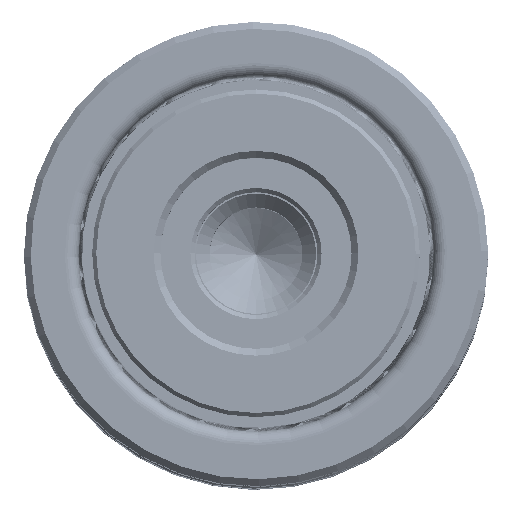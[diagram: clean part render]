
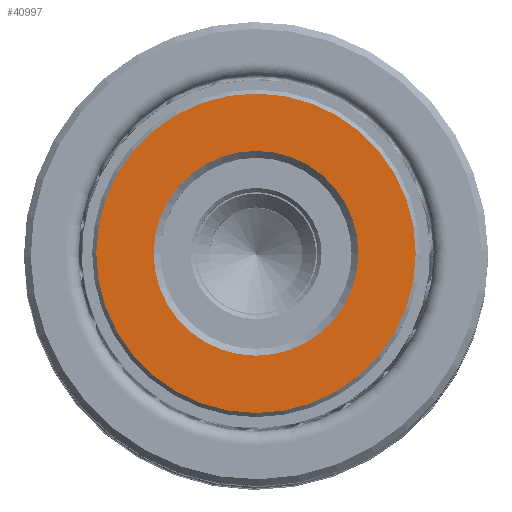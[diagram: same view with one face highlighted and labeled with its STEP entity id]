
A CAD part, top view. The second image highlights one B-rep face of the part: STEP entity #40997.
In plain terms, the highlighted face is planar.
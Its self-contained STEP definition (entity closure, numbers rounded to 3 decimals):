
#1547 = VERTEX_POINT ( 'NONE', #35772 ) ;
#1788 = EDGE_LOOP ( 'NONE', ( #41610, #30665 ) ) ;
#2278 = CIRCLE ( 'NONE', #2816, 7.5 ) ;
#2816 = AXIS2_PLACEMENT_3D ( 'NONE', #11165, #11058, #11016 ) ;
#2912 = EDGE_CURVE ( 'NONE', #22235, #6434, #2278, .T. ) ;
#5763 = DIRECTION ( 'NONE',  ( 0., 0., -1. ) ) ;
#6434 = VERTEX_POINT ( 'NONE', #22364 ) ;
#6452 = DIRECTION ( 'NONE',  ( 0., 0., -1. ) ) ;
#8057 = EDGE_LOOP ( 'NONE', ( #28068, #28001 ) ) ;
#8281 = DIRECTION ( 'NONE',  ( 1., 0., 0. ) ) ;
#8655 = FACE_BOUND ( 'NONE', #1788, .T. ) ;
#9144 = AXIS2_PLACEMENT_3D ( 'NONE', #31116, #11480, #34389 ) ;
#9588 = CIRCLE ( 'NONE', #34133, 11.7 ) ;
#11016 = DIRECTION ( 'NONE',  ( 1., 0., 0. ) ) ;
#11058 = DIRECTION ( 'NONE',  ( 0., 0., 1. ) ) ;
#11165 = CARTESIAN_POINT ( 'NONE',  ( 0., 0., 0. ) ) ;
#11480 = DIRECTION ( 'NONE',  ( 0., 0., 1. ) ) ;
#16051 = VERTEX_POINT ( 'NONE', #41891 ) ;
#17489 = CIRCLE ( 'NONE', #22664, 11.7 ) ;
#22235 = VERTEX_POINT ( 'NONE', #36166 ) ;
#22364 = CARTESIAN_POINT ( 'NONE',  ( -7.5, 0., 0. ) ) ;
#22664 = AXIS2_PLACEMENT_3D ( 'NONE', #25549, #5763, #28797 ) ;
#23544 = AXIS2_PLACEMENT_3D ( 'NONE', #24434, #28005, #8281 ) ;
#24434 = CARTESIAN_POINT ( 'NONE',  ( 0., 0., 0. ) ) ;
#24716 = PLANE ( 'NONE',  #23544 ) ;
#25549 = CARTESIAN_POINT ( 'NONE',  ( 0., 0., 0. ) ) ;
#26199 = CARTESIAN_POINT ( 'NONE',  ( 0., 0., 0. ) ) ;
#27251 = EDGE_CURVE ( 'NONE', #16051, #1547, #9588, .T. ) ;
#27460 = EDGE_CURVE ( 'NONE', #6434, #22235, #41293, .T. ) ;
#28001 = ORIENTED_EDGE ( 'NONE', *, *, #36583, .T. ) ;
#28005 = DIRECTION ( 'NONE',  ( 0., 0., 1. ) ) ;
#28068 = ORIENTED_EDGE ( 'NONE', *, *, #27251, .T. ) ;
#28797 = DIRECTION ( 'NONE',  ( 1., 0., 0. ) ) ;
#29457 = DIRECTION ( 'NONE',  ( 1., 0., 0. ) ) ;
#30665 = ORIENTED_EDGE ( 'NONE', *, *, #2912, .T. ) ;
#31116 = CARTESIAN_POINT ( 'NONE',  ( 0., 0., 0. ) ) ;
#33780 = FACE_OUTER_BOUND ( 'NONE', #8057, .T. ) ;
#34133 = AXIS2_PLACEMENT_3D ( 'NONE', #26199, #6452, #29457 ) ;
#34389 = DIRECTION ( 'NONE',  ( 1., 0., 0. ) ) ;
#35772 = CARTESIAN_POINT ( 'NONE',  ( -11.7, 0., 0. ) ) ;
#36166 = CARTESIAN_POINT ( 'NONE',  ( 7.5, 0., 0. ) ) ;
#36583 = EDGE_CURVE ( 'NONE', #1547, #16051, #17489, .T. ) ;
#40997 = ADVANCED_FACE ( 'NONE', ( #33780, #8655 ), #24716, .F. ) ;
#41293 = CIRCLE ( 'NONE', #9144, 7.5 ) ;
#41610 = ORIENTED_EDGE ( 'NONE', *, *, #27460, .T. ) ;
#41891 = CARTESIAN_POINT ( 'NONE',  ( 11.7, 0., 0. ) ) ;
